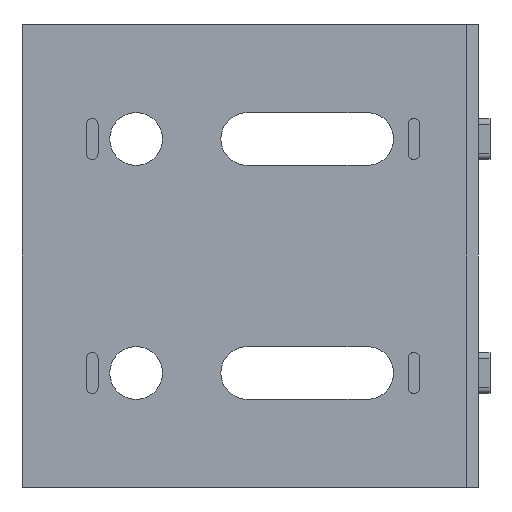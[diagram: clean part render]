
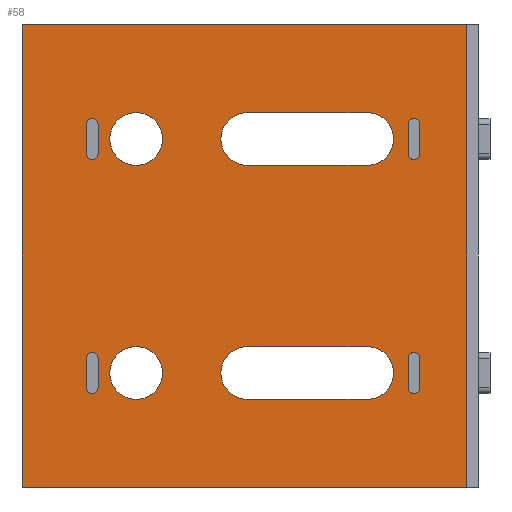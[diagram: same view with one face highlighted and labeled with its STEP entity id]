
A CAD part, front view. The second image highlights one B-rep face of the part: STEP entity #58.
In plain terms, the highlighted planar face has unit normal (0, -1, 0).
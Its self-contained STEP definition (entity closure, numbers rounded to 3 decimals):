
#58=ADVANCED_FACE('',(#715,#717,#719,#721,#723,#725,#727,#729,#731),#733,.T.);
#715=FACE_BOUND('',#716,.T.);
#716=EDGE_LOOP('',(#1282,#1283,#1284,#1285));
#717=FACE_BOUND('',#718,.T.);
#718=EDGE_LOOP('',(#1286,#1287,#1288,#1289));
#719=FACE_BOUND('',#720,.T.);
#720=EDGE_LOOP('',(#1290,#1291,#1292,#1293));
#721=FACE_BOUND('',#722,.T.);
#722=EDGE_LOOP('',(#1294,#1295,#1296,#1297));
#723=FACE_BOUND('',#724,.T.);
#724=EDGE_LOOP('',(#1298,#1299,#1300,#1301));
#725=FACE_BOUND('',#726,.T.);
#726=EDGE_LOOP('',(#1302));
#727=FACE_BOUND('',#728,.T.);
#728=EDGE_LOOP('',(#1303));
#729=FACE_BOUND('',#730,.T.);
#730=EDGE_LOOP('',(#1304,#1305,#1306,#1307));
#731=FACE_BOUND('',#732,.T.);
#732=EDGE_LOOP('',(#1308,#1309,#1310,#1311));
#733=PLANE('',#734);
#734=AXIS2_PLACEMENT_3D('',#735,#736,#737);
#735=CARTESIAN_POINT('',(-78.,0.,-39.5));
#736=DIRECTION('',(0.,-1.,0.));
#737=DIRECTION('',(1.,0.,0.));
#1282=ORIENTED_EDGE('',*,*,#1652,.T.);
#1283=ORIENTED_EDGE('',*,*,#1653,.F.);
#1284=ORIENTED_EDGE('',*,*,#1654,.F.);
#1285=ORIENTED_EDGE('',*,*,#1655,.T.);
#1286=ORIENTED_EDGE('',*,*,#1656,.F.);
#1287=ORIENTED_EDGE('',*,*,#1657,.F.);
#1288=ORIENTED_EDGE('',*,*,#1658,.F.);
#1289=ORIENTED_EDGE('',*,*,#1659,.F.);
#1290=ORIENTED_EDGE('',*,*,#1660,.F.);
#1291=ORIENTED_EDGE('',*,*,#1661,.F.);
#1292=ORIENTED_EDGE('',*,*,#1662,.F.);
#1293=ORIENTED_EDGE('',*,*,#1663,.F.);
#1294=ORIENTED_EDGE('',*,*,#1664,.F.);
#1295=ORIENTED_EDGE('',*,*,#1665,.F.);
#1296=ORIENTED_EDGE('',*,*,#1666,.F.);
#1297=ORIENTED_EDGE('',*,*,#1667,.F.);
#1298=ORIENTED_EDGE('',*,*,#1668,.F.);
#1299=ORIENTED_EDGE('',*,*,#1669,.F.);
#1300=ORIENTED_EDGE('',*,*,#1670,.F.);
#1301=ORIENTED_EDGE('',*,*,#1671,.F.);
#1302=ORIENTED_EDGE('',*,*,#1672,.T.);
#1303=ORIENTED_EDGE('',*,*,#1673,.T.);
#1304=ORIENTED_EDGE('',*,*,#1674,.T.);
#1305=ORIENTED_EDGE('',*,*,#1675,.T.);
#1306=ORIENTED_EDGE('',*,*,#1676,.T.);
#1307=ORIENTED_EDGE('',*,*,#1677,.T.);
#1308=ORIENTED_EDGE('',*,*,#1678,.T.);
#1309=ORIENTED_EDGE('',*,*,#1679,.T.);
#1310=ORIENTED_EDGE('',*,*,#1680,.T.);
#1311=ORIENTED_EDGE('',*,*,#1681,.T.);
#1652=EDGE_CURVE('',#1837,#1838,#1839,.T.);
#1653=EDGE_CURVE('',#1840,#1838,#1841,.T.);
#1654=EDGE_CURVE('',#1842,#1840,#1843,.T.);
#1655=EDGE_CURVE('',#1842,#1837,#1844,.T.);
#1656=EDGE_CURVE('',#1845,#1846,#1847,.F.);
#1657=EDGE_CURVE('',#1848,#1845,#1849,.F.);
#1658=EDGE_CURVE('',#1850,#1848,#1851,.F.);
#1659=EDGE_CURVE('',#1846,#1850,#1852,.F.);
#1660=EDGE_CURVE('',#1853,#1854,#1855,.F.);
#1661=EDGE_CURVE('',#1856,#1853,#1857,.F.);
#1662=EDGE_CURVE('',#1858,#1856,#1859,.F.);
#1663=EDGE_CURVE('',#1854,#1858,#1860,.F.);
#1664=EDGE_CURVE('',#1861,#1862,#1863,.F.);
#1665=EDGE_CURVE('',#1864,#1861,#1865,.F.);
#1666=EDGE_CURVE('',#1866,#1864,#1867,.F.);
#1667=EDGE_CURVE('',#1862,#1866,#1868,.F.);
#1668=EDGE_CURVE('',#1869,#1870,#1871,.F.);
#1669=EDGE_CURVE('',#1872,#1869,#1873,.F.);
#1670=EDGE_CURVE('',#1874,#1872,#1875,.F.);
#1671=EDGE_CURVE('',#1870,#1874,#1876,.F.);
#1672=EDGE_CURVE('',#1877,#1877,#1878,.T.);
#1673=EDGE_CURVE('',#1879,#1879,#1880,.T.);
#1674=EDGE_CURVE('',#1881,#1882,#1883,.T.);
#1675=EDGE_CURVE('',#1882,#1884,#1885,.T.);
#1676=EDGE_CURVE('',#1884,#1886,#1887,.T.);
#1677=EDGE_CURVE('',#1886,#1881,#1888,.T.);
#1678=EDGE_CURVE('',#1889,#1890,#1891,.T.);
#1679=EDGE_CURVE('',#1890,#1892,#1893,.T.);
#1680=EDGE_CURVE('',#1892,#1894,#1895,.T.);
#1681=EDGE_CURVE('',#1894,#1889,#1896,.T.);
#1837=VERTEX_POINT('',#2148);
#1838=VERTEX_POINT('',#2149);
#1839=LINE('',#2150,#2151);
#1840=VERTEX_POINT('',#2153);
#1841=LINE('',#2154,#2155);
#1842=VERTEX_POINT('',#2157);
#1843=LINE('',#2158,#2159);
#1844=LINE('',#2161,#2162);
#1845=VERTEX_POINT('',#2164);
#1846=VERTEX_POINT('',#2165);
#1847=CIRCLE('',#2166,1.);
#1848=VERTEX_POINT('',#2170);
#1849=LINE('',#2171,#2172);
#1850=VERTEX_POINT('',#2174);
#1851=CIRCLE('',#2175,1.);
#1852=LINE('',#2179,#2180);
#1853=VERTEX_POINT('',#2182);
#1854=VERTEX_POINT('',#2183);
#1855=CIRCLE('',#2184,1.);
#1856=VERTEX_POINT('',#2188);
#1857=LINE('',#2189,#2190);
#1858=VERTEX_POINT('',#2192);
#1859=CIRCLE('',#2193,1.);
#1860=LINE('',#2197,#2198);
#1861=VERTEX_POINT('',#2200);
#1862=VERTEX_POINT('',#2201);
#1863=CIRCLE('',#2202,1.);
#1864=VERTEX_POINT('',#2206);
#1865=LINE('',#2207,#2208);
#1866=VERTEX_POINT('',#2210);
#1867=CIRCLE('',#2211,1.);
#1868=LINE('',#2215,#2216);
#1869=VERTEX_POINT('',#2218);
#1870=VERTEX_POINT('',#2219);
#1871=LINE('',#2220,#2221);
#1872=VERTEX_POINT('',#2223);
#1873=CIRCLE('',#2224,1.);
#1874=VERTEX_POINT('',#2228);
#1875=LINE('',#2229,#2230);
#1876=CIRCLE('',#2232,1.);
#1877=VERTEX_POINT('',#2236);
#1878=CIRCLE('',#2237,4.5);
#1879=VERTEX_POINT('',#2241);
#1880=CIRCLE('',#2242,4.5);
#1881=VERTEX_POINT('',#2246);
#1882=VERTEX_POINT('',#2247);
#1883=LINE('',#2248,#2249);
#1884=VERTEX_POINT('',#2251);
#1885=CIRCLE('',#2252,4.5);
#1886=VERTEX_POINT('',#2256);
#1887=LINE('',#2257,#2258);
#1888=CIRCLE('',#2260,4.5);
#1889=VERTEX_POINT('',#2264);
#1890=VERTEX_POINT('',#2265);
#1891=LINE('',#2266,#2267);
#1892=VERTEX_POINT('',#2269);
#1893=CIRCLE('',#2270,4.5);
#1894=VERTEX_POINT('',#2274);
#1895=LINE('',#2275,#2276);
#1896=CIRCLE('',#2278,4.5);
#2148=CARTESIAN_POINT('',(-2.,0.,-39.5));
#2149=CARTESIAN_POINT('',(-2.,0.,39.5));
#2150=CARTESIAN_POINT('',(-2.,0.,-39.5));
#2151=VECTOR('',#2152,1.);
#2152=DIRECTION('',(0.,0.,1.));
#2153=CARTESIAN_POINT('',(-78.,0.,39.5));
#2154=CARTESIAN_POINT('',(-78.,0.,39.5));
#2155=VECTOR('',#2156,1.);
#2156=DIRECTION('',(1.,0.,0.));
#2157=CARTESIAN_POINT('',(-78.,0.,-39.5));
#2158=CARTESIAN_POINT('',(-78.,0.,-39.5));
#2159=VECTOR('',#2160,1.);
#2160=DIRECTION('',(0.,0.,1.));
#2161=CARTESIAN_POINT('',(-78.,0.,-39.5));
#2162=VECTOR('',#2163,1.);
#2163=DIRECTION('',(1.,0.,0.));
#2164=CARTESIAN_POINT('',(-65.,0.,22.5));
#2165=CARTESIAN_POINT('',(-67.,0.,22.5));
#2166=AXIS2_PLACEMENT_3D('',#2167,#2168,#2169);
#2167=CARTESIAN_POINT('',(-66.,0.,22.5));
#2168=DIRECTION('',(0.,1.,-0.));
#2169=DIRECTION('',(-1.,0.,0.));
#2170=CARTESIAN_POINT('',(-65.,0.,17.5));
#2171=CARTESIAN_POINT('',(-65.,0.,22.5));
#2172=VECTOR('',#2173,1.);
#2173=DIRECTION('',(0.,0.,-1.));
#2174=CARTESIAN_POINT('',(-67.,0.,17.5));
#2175=AXIS2_PLACEMENT_3D('',#2176,#2177,#2178);
#2176=CARTESIAN_POINT('',(-66.,0.,17.5));
#2177=DIRECTION('',(0.,1.,-0.));
#2178=DIRECTION('',(1.,0.,0.));
#2179=CARTESIAN_POINT('',(-67.,0.,17.5));
#2180=VECTOR('',#2181,1.);
#2181=DIRECTION('',(0.,0.,1.));
#2182=CARTESIAN_POINT('',(-10.,0.,22.5));
#2183=CARTESIAN_POINT('',(-12.,0.,22.5));
#2184=AXIS2_PLACEMENT_3D('',#2185,#2186,#2187);
#2185=CARTESIAN_POINT('',(-11.,0.,22.5));
#2186=DIRECTION('',(0.,1.,-0.));
#2187=DIRECTION('',(-1.,0.,0.));
#2188=CARTESIAN_POINT('',(-10.,0.,17.5));
#2189=CARTESIAN_POINT('',(-10.,0.,22.5));
#2190=VECTOR('',#2191,1.);
#2191=DIRECTION('',(0.,0.,-1.));
#2192=CARTESIAN_POINT('',(-12.,0.,17.5));
#2193=AXIS2_PLACEMENT_3D('',#2194,#2195,#2196);
#2194=CARTESIAN_POINT('',(-11.,0.,17.5));
#2195=DIRECTION('',(0.,1.,-0.));
#2196=DIRECTION('',(1.,0.,0.));
#2197=CARTESIAN_POINT('',(-12.,0.,17.5));
#2198=VECTOR('',#2199,1.);
#2199=DIRECTION('',(0.,0.,1.));
#2200=CARTESIAN_POINT('',(-65.,0.,-17.5));
#2201=CARTESIAN_POINT('',(-67.,0.,-17.5));
#2202=AXIS2_PLACEMENT_3D('',#2203,#2204,#2205);
#2203=CARTESIAN_POINT('',(-66.,0.,-17.5));
#2204=DIRECTION('',(0.,1.,-0.));
#2205=DIRECTION('',(-1.,0.,0.));
#2206=CARTESIAN_POINT('',(-65.,0.,-22.5));
#2207=CARTESIAN_POINT('',(-65.,0.,-17.5));
#2208=VECTOR('',#2209,1.);
#2209=DIRECTION('',(0.,0.,-1.));
#2210=CARTESIAN_POINT('',(-67.,0.,-22.5));
#2211=AXIS2_PLACEMENT_3D('',#2212,#2213,#2214);
#2212=CARTESIAN_POINT('',(-66.,0.,-22.5));
#2213=DIRECTION('',(0.,1.,-0.));
#2214=DIRECTION('',(1.,0.,0.));
#2215=CARTESIAN_POINT('',(-67.,0.,-22.5));
#2216=VECTOR('',#2217,1.);
#2217=DIRECTION('',(0.,0.,1.));
#2218=CARTESIAN_POINT('',(-12.,0.,-17.5));
#2219=CARTESIAN_POINT('',(-12.,0.,-22.5));
#2220=CARTESIAN_POINT('',(-12.,0.,-22.5));
#2221=VECTOR('',#2222,1.);
#2222=DIRECTION('',(0.,0.,1.));
#2223=CARTESIAN_POINT('',(-10.,0.,-17.5));
#2224=AXIS2_PLACEMENT_3D('',#2225,#2226,#2227);
#2225=CARTESIAN_POINT('',(-11.,0.,-17.5));
#2226=DIRECTION('',(0.,1.,-0.));
#2227=DIRECTION('',(-1.,0.,0.));
#2228=CARTESIAN_POINT('',(-10.,0.,-22.5));
#2229=CARTESIAN_POINT('',(-10.,0.,-17.5));
#2230=VECTOR('',#2231,1.);
#2231=DIRECTION('',(0.,0.,-1.));
#2232=AXIS2_PLACEMENT_3D('',#2233,#2234,#2235);
#2233=CARTESIAN_POINT('',(-11.,0.,-22.5));
#2234=DIRECTION('',(0.,1.,-0.));
#2235=DIRECTION('',(1.,0.,0.));
#2236=CARTESIAN_POINT('',(-58.5,0.,-24.5));
#2237=AXIS2_PLACEMENT_3D('',#2238,#2239,#2240);
#2238=CARTESIAN_POINT('',(-58.5,0.,-20.));
#2239=DIRECTION('',(-0.,1.,-0.));
#2240=DIRECTION('',(0.,0.,-1.));
#2241=CARTESIAN_POINT('',(-58.5,0.,15.5));
#2242=AXIS2_PLACEMENT_3D('',#2243,#2244,#2245);
#2243=CARTESIAN_POINT('',(-58.5,0.,20.));
#2244=DIRECTION('',(-0.,1.,-0.));
#2245=DIRECTION('',(0.,0.,-1.));
#2246=CARTESIAN_POINT('',(-19.,0.,-24.5));
#2247=CARTESIAN_POINT('',(-39.5,0.,-24.5));
#2248=CARTESIAN_POINT('',(-19.,0.,-24.5));
#2249=VECTOR('',#2250,1.);
#2250=DIRECTION('',(-1.,0.,0.));
#2251=CARTESIAN_POINT('',(-39.5,0.,-15.5));
#2252=AXIS2_PLACEMENT_3D('',#2253,#2254,#2255);
#2253=CARTESIAN_POINT('',(-39.5,0.,-20.));
#2254=DIRECTION('',(-0.,1.,0.));
#2255=DIRECTION('',(0.,0.,-1.));
#2256=CARTESIAN_POINT('',(-19.,0.,-15.5));
#2257=CARTESIAN_POINT('',(-39.5,0.,-15.5));
#2258=VECTOR('',#2259,1.);
#2259=DIRECTION('',(1.,0.,0.));
#2260=AXIS2_PLACEMENT_3D('',#2261,#2262,#2263);
#2261=CARTESIAN_POINT('',(-19.,0.,-20.));
#2262=DIRECTION('',(0.,1.,-0.));
#2263=DIRECTION('',(0.,0.,1.));
#2264=CARTESIAN_POINT('',(-19.,0.,15.5));
#2265=CARTESIAN_POINT('',(-39.5,0.,15.5));
#2266=CARTESIAN_POINT('',(-19.,0.,15.5));
#2267=VECTOR('',#2268,1.);
#2268=DIRECTION('',(-1.,0.,0.));
#2269=CARTESIAN_POINT('',(-39.5,0.,24.5));
#2270=AXIS2_PLACEMENT_3D('',#2271,#2272,#2273);
#2271=CARTESIAN_POINT('',(-39.5,0.,20.));
#2272=DIRECTION('',(-0.,1.,0.));
#2273=DIRECTION('',(0.,0.,-1.));
#2274=CARTESIAN_POINT('',(-19.,0.,24.5));
#2275=CARTESIAN_POINT('',(-39.5,0.,24.5));
#2276=VECTOR('',#2277,1.);
#2277=DIRECTION('',(1.,0.,0.));
#2278=AXIS2_PLACEMENT_3D('',#2279,#2280,#2281);
#2279=CARTESIAN_POINT('',(-19.,0.,20.));
#2280=DIRECTION('',(0.,1.,-0.));
#2281=DIRECTION('',(0.,0.,1.));
